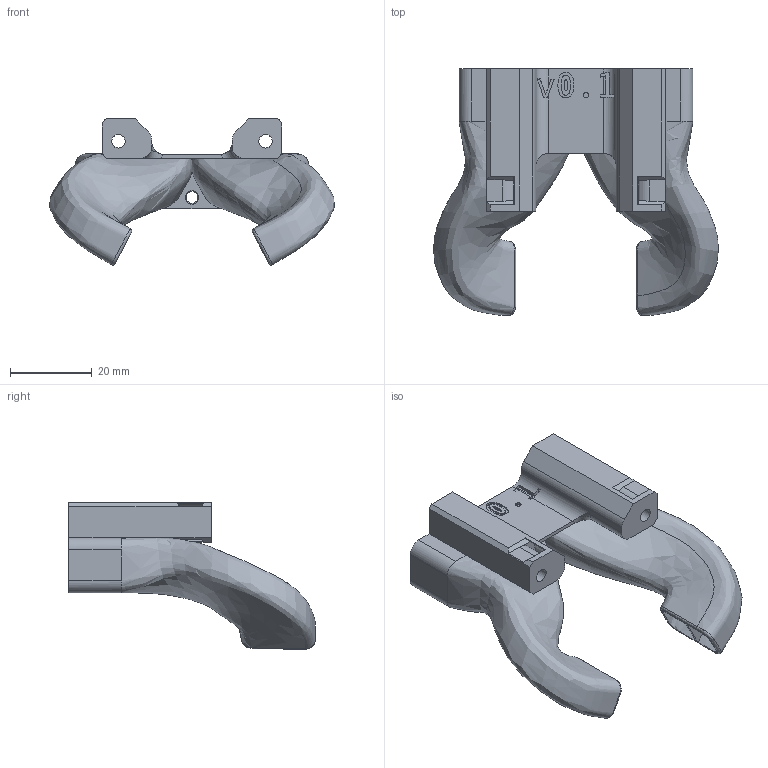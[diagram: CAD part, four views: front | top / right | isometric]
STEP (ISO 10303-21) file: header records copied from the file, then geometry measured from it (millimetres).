
FILE_DESCRIPTION(/* description */ (''),/* implementation_level */ '2;1');
FILE_NAME(/* name */ 'stock_bottom_uhf.step',/* time_stamp */ '2023-11-02T13:15:41-05:00',/* author */ (''),/* organization */ (''),/* preprocessor_version */ 'ST-DEVELOPER v20',/* originating_system */ 'Autodesk Translation Framework v12.14.0.127',/* authorisation */ '');
FILE_SCHEMA (('AUTOMOTIVE_DESIGN { 1 0 10303 214 3 1 1 }'));
Products named in the file (3): Volcano Duct V2; stock_bottom_uhf; PN596
Assembly tree (2 placements, depth 2):
  Volcano Duct V2
    stock_bottom_uhf
    PN596
Bounding box: 69.55 x 60.22 x 35.78 mm (x, y, z)
Volume: 14855 mm3; surface area: 20260.8 mm2
Topology: 2 solids, 2 shells, 371 faces, 1170 edges, 804 vertices
Faces by surface type: bspline 187, plane 116, cylinder 61, torus 4, cone 3
Full cylindrical faces by diameter (mm): 2.9 x1, 3.3 x3, 4.2 x1, 4.25 x1, 4.6 x1, 4.7 x1
Entity records: 43785 total; most frequent: CARTESIAN_POINT 34592, ORIENTED_EDGE 2340, DIRECTION 1258, EDGE_CURVE 1170, VERTEX_POINT 804, B_SPLINE_CURVE_WITH_KNOTS 527, AXIS2_PLACEMENT_3D 427, LINE 404
